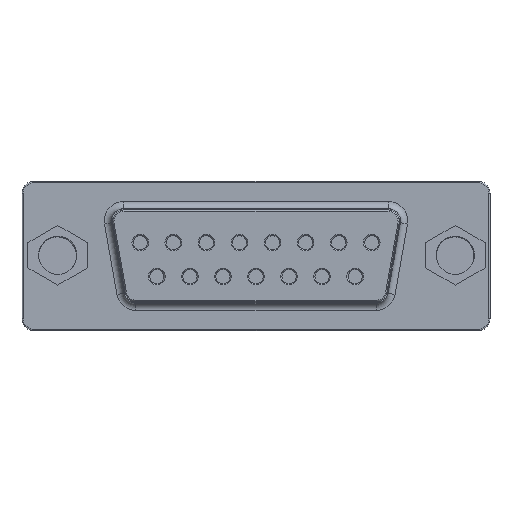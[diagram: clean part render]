
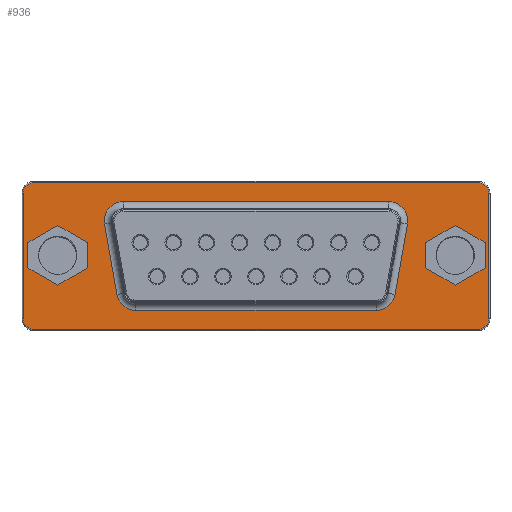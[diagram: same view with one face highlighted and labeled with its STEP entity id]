
A CAD part, top view. The second image highlights one B-rep face of the part: STEP entity #936.
In plain terms, the highlighted planar face has unit normal (0, 0, 1).
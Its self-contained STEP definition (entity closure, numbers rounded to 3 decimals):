
#936=ADVANCED_FACE('',(#2694,#2696,#2698,#2700),#2702,.T.);
#2694=FACE_BOUND('',#2695,.T.);
#2695=EDGE_LOOP('',(#3984,#3985,#3986,#3987,#3988,#3989,#3990,#3991));
#2696=FACE_BOUND('',#2697,.T.);
#2697=EDGE_LOOP('',(#3992,#3993,#3994,#3995,#3996,#3997,#3998,#3999));
#2698=FACE_BOUND('',#2699,.T.);
#2699=EDGE_LOOP('',(#4000));
#2700=FACE_BOUND('',#2701,.T.);
#2701=EDGE_LOOP('',(#4001));
#2702=PLANE('',#2703);
#2703=AXIS2_PLACEMENT_3D('',#2704,#2705,#2706);
#2704=CARTESIAN_POINT('',(-9.695,-1.42,4.7));
#2705=DIRECTION('',(0.,0.,1.));
#2706=DIRECTION('',(1.,0.,0.));
#3984=ORIENTED_EDGE('',*,*,#4664,.T.);
#3985=ORIENTED_EDGE('',*,*,#4665,.T.);
#3986=ORIENTED_EDGE('',*,*,#4666,.T.);
#3987=ORIENTED_EDGE('',*,*,#4667,.T.);
#3988=ORIENTED_EDGE('',*,*,#4668,.T.);
#3989=ORIENTED_EDGE('',*,*,#4669,.T.);
#3990=ORIENTED_EDGE('',*,*,#4670,.T.);
#3991=ORIENTED_EDGE('',*,*,#4671,.T.);
#3992=ORIENTED_EDGE('',*,*,#4653,.T.);
#3993=ORIENTED_EDGE('',*,*,#4650,.T.);
#3994=ORIENTED_EDGE('',*,*,#4652,.T.);
#3995=ORIENTED_EDGE('',*,*,#4656,.T.);
#3996=ORIENTED_EDGE('',*,*,#4660,.T.);
#3997=ORIENTED_EDGE('',*,*,#4663,.T.);
#3998=ORIENTED_EDGE('',*,*,#4661,.T.);
#3999=ORIENTED_EDGE('',*,*,#4658,.T.);
#4000=ORIENTED_EDGE('',*,*,#4672,.F.);
#4001=ORIENTED_EDGE('',*,*,#4673,.F.);
#4650=EDGE_CURVE('',#5123,#5125,#5127,.T.);
#4652=EDGE_CURVE('',#5125,#5128,#5130,.T.);
#4653=EDGE_CURVE('',#5131,#5123,#5132,.T.);
#4656=EDGE_CURVE('',#5128,#5134,#5136,.T.);
#4658=EDGE_CURVE('',#5137,#5131,#5139,.T.);
#4660=EDGE_CURVE('',#5134,#5140,#5142,.T.);
#4661=EDGE_CURVE('',#5143,#5137,#5144,.T.);
#4663=EDGE_CURVE('',#5140,#5143,#5146,.T.);
#4664=EDGE_CURVE('',#5147,#5148,#5149,.T.);
#4665=EDGE_CURVE('',#5148,#5150,#5151,.T.);
#4666=EDGE_CURVE('',#5150,#5152,#5153,.T.);
#4667=EDGE_CURVE('',#5152,#5154,#5155,.T.);
#4668=EDGE_CURVE('',#5154,#5156,#5157,.T.);
#4669=EDGE_CURVE('',#5156,#5158,#5159,.T.);
#4670=EDGE_CURVE('',#5158,#5160,#5161,.T.);
#4671=EDGE_CURVE('',#5160,#5147,#5162,.T.);
#4672=EDGE_CURVE('',#5163,#5163,#5164,.T.);
#4673=EDGE_CURVE('',#5165,#5165,#5166,.T.);
#5123=VERTEX_POINT('',#6432);
#5125=VERTEX_POINT('',#6437);
#5127=CIRCLE('',#6442,1.6);
#5128=VERTEX_POINT('',#6446);
#5130=LINE('',#6451,#6452);
#5131=VERTEX_POINT('',#6454);
#5132=LINE('',#6455,#6456);
#5134=VERTEX_POINT('',#6462);
#5136=CIRCLE('',#6467,1.6);
#5137=VERTEX_POINT('',#6471);
#5139=CIRCLE('',#6476,1.6);
#5140=VERTEX_POINT('',#6480);
#5142=LINE('',#6485,#6486);
#5143=VERTEX_POINT('',#6488);
#5144=LINE('',#6489,#6490);
#5146=CIRCLE('',#6496,1.6);
#5147=VERTEX_POINT('',#6500);
#5148=VERTEX_POINT('',#6501);
#5149=CIRCLE('',#6502,0.9);
#5150=VERTEX_POINT('',#6506);
#5151=LINE('',#6507,#6508);
#5152=VERTEX_POINT('',#6510);
#5153=CIRCLE('',#6511,0.9);
#5154=VERTEX_POINT('',#6515);
#5155=LINE('',#6516,#6517);
#5156=VERTEX_POINT('',#6519);
#5157=CIRCLE('',#6520,0.9);
#5158=VERTEX_POINT('',#6524);
#5159=LINE('',#6525,#6526);
#5160=VERTEX_POINT('',#6528);
#5161=CIRCLE('',#6529,0.9);
#5162=LINE('',#6533,#6534);
#5163=VERTEX_POINT('',#6536);
#5164=CIRCLE('',#6537,1.7);
#5165=VERTEX_POINT('',#6541);
#5166=CIRCLE('',#6542,1.7);
#6432=CARTESIAN_POINT('',(-22.38,1.254,4.7));
#6437=CARTESIAN_POINT('',(-20.804,3.13,4.7));
#6442=AXIS2_PLACEMENT_3D('',#6443,#6444,#6445);
#6443=CARTESIAN_POINT('',(-20.804,1.53,4.7));
#6444=DIRECTION('',(-0.,0.,-1.));
#6445=DIRECTION('',(-0.985,-0.173,0.));
#6446=CARTESIAN_POINT('',(1.414,3.13,4.7));
#6451=CARTESIAN_POINT('',(-20.804,3.13,4.7));
#6452=VECTOR('',#6453,1.);
#6453=DIRECTION('',(1.,0.,0.));
#6454=CARTESIAN_POINT('',(-21.346,-4.646,4.7));
#6455=CARTESIAN_POINT('',(-21.346,-4.646,4.7));
#6456=VECTOR('',#6457,1.);
#6457=DIRECTION('',(-0.173,0.985,0.));
#6462=CARTESIAN_POINT('',(2.99,1.254,4.7));
#6467=AXIS2_PLACEMENT_3D('',#6468,#6469,#6470);
#6468=CARTESIAN_POINT('',(1.414,1.53,4.7));
#6469=DIRECTION('',(0.,0.,-1.));
#6470=DIRECTION('',(0.,1.,0.));
#6471=CARTESIAN_POINT('',(-19.77,-5.97,4.7));
#6476=AXIS2_PLACEMENT_3D('',#6477,#6478,#6479);
#6477=CARTESIAN_POINT('',(-19.77,-4.37,4.7));
#6478=DIRECTION('',(-0.,-0.,-1.));
#6479=DIRECTION('',(0.,-1.,0.));
#6480=CARTESIAN_POINT('',(1.956,-4.646,4.7));
#6485=CARTESIAN_POINT('',(2.99,1.254,4.7));
#6486=VECTOR('',#6487,1.);
#6487=DIRECTION('',(-0.173,-0.985,0.));
#6488=CARTESIAN_POINT('',(0.38,-5.97,4.7));
#6489=CARTESIAN_POINT('',(0.38,-5.97,4.7));
#6490=VECTOR('',#6491,1.);
#6491=DIRECTION('',(-1.,0.,0.));
#6496=AXIS2_PLACEMENT_3D('',#6497,#6498,#6499);
#6497=CARTESIAN_POINT('',(0.38,-4.37,4.7));
#6498=DIRECTION('',(0.,-0.,-1.));
#6499=DIRECTION('',(0.985,-0.173,0.));
#6500=CARTESIAN_POINT('',(-28.295,4.73,4.7));
#6501=CARTESIAN_POINT('',(-29.195,3.83,4.7));
#6502=AXIS2_PLACEMENT_3D('',#6503,#6504,#6505);
#6503=CARTESIAN_POINT('',(-28.295,3.83,4.7));
#6504=DIRECTION('',(0.,-0.,1.));
#6505=DIRECTION('',(0.,1.,0.));
#6506=CARTESIAN_POINT('',(-29.195,-6.67,4.7));
#6507=CARTESIAN_POINT('',(-29.195,3.83,4.7));
#6508=VECTOR('',#6509,1.);
#6509=DIRECTION('',(0.,-1.,0.));
#6510=CARTESIAN_POINT('',(-28.295,-7.57,4.7));
#6511=AXIS2_PLACEMENT_3D('',#6512,#6513,#6514);
#6512=CARTESIAN_POINT('',(-28.295,-6.67,4.7));
#6513=DIRECTION('',(0.,0.,1.));
#6514=DIRECTION('',(-1.,0.,0.));
#6515=CARTESIAN_POINT('',(8.905,-7.57,4.7));
#6516=CARTESIAN_POINT('',(-28.295,-7.57,4.7));
#6517=VECTOR('',#6518,1.);
#6518=DIRECTION('',(1.,0.,0.));
#6519=CARTESIAN_POINT('',(9.805,-6.67,4.7));
#6520=AXIS2_PLACEMENT_3D('',#6521,#6522,#6523);
#6521=CARTESIAN_POINT('',(8.905,-6.67,4.7));
#6522=DIRECTION('',(-0.,0.,1.));
#6523=DIRECTION('',(0.,-1.,0.));
#6524=CARTESIAN_POINT('',(9.805,3.83,4.7));
#6525=CARTESIAN_POINT('',(9.805,-6.67,4.7));
#6526=VECTOR('',#6527,1.);
#6527=DIRECTION('',(0.,1.,0.));
#6528=CARTESIAN_POINT('',(8.905,4.73,4.7));
#6529=AXIS2_PLACEMENT_3D('',#6530,#6531,#6532);
#6530=CARTESIAN_POINT('',(8.905,3.83,4.7));
#6531=DIRECTION('',(0.,0.,1.));
#6532=DIRECTION('',(1.,0.,0.));
#6533=CARTESIAN_POINT('',(8.905,4.73,4.7));
#6534=VECTOR('',#6535,1.);
#6535=DIRECTION('',(-1.,0.,0.));
#6536=CARTESIAN_POINT('',(-24.645,-1.42,4.7));
#6537=AXIS2_PLACEMENT_3D('',#6538,#6539,#6540);
#6538=CARTESIAN_POINT('',(-26.345,-1.42,4.7));
#6539=DIRECTION('',(0.,0.,1.));
#6540=DIRECTION('',(1.,0.,0.));
#6541=CARTESIAN_POINT('',(8.655,-1.42,4.7));
#6542=AXIS2_PLACEMENT_3D('',#6543,#6544,#6545);
#6543=CARTESIAN_POINT('',(6.955,-1.42,4.7));
#6544=DIRECTION('',(0.,0.,1.));
#6545=DIRECTION('',(1.,0.,0.));
